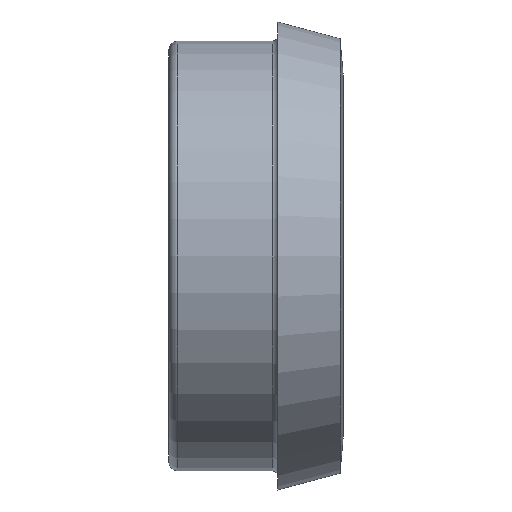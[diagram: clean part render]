
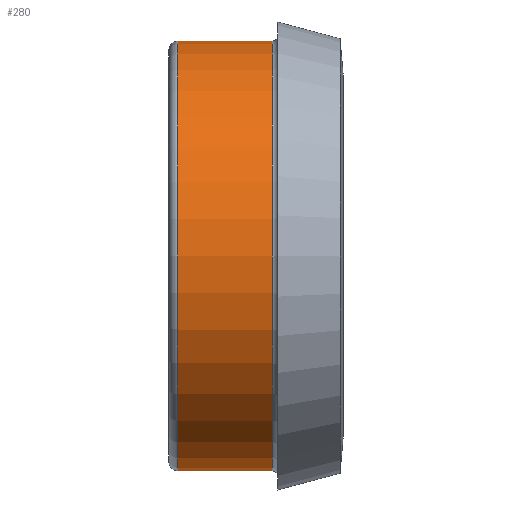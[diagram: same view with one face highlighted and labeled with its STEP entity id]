
A CAD part, front view. The second image highlights one B-rep face of the part: STEP entity #280.
In plain terms, the highlighted cylindrical face has radius 39.5 mm (diameter 79 mm), a full revolution.
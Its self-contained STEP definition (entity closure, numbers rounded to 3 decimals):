
#24=CYLINDRICAL_SURFACE('',#308,39.5);
#32=FACE_BOUND('',#82,.T.);
#56=FACE_OUTER_BOUND('',#81,.T.);
#81=EDGE_LOOP('',(#201));
#82=EDGE_LOOP('',(#202));
#127=CIRCLE('',#306,39.5);
#129=CIRCLE('',#309,39.5);
#151=VERTEX_POINT('',#453);
#153=VERTEX_POINT('',#458);
#175=EDGE_CURVE('',#151,#151,#127,.T.);
#177=EDGE_CURVE('',#153,#153,#129,.T.);
#201=ORIENTED_EDGE('',*,*,#177,.F.);
#202=ORIENTED_EDGE('',*,*,#175,.F.);
#280=ADVANCED_FACE('',(#56,#32),#24,.T.);
#306=AXIS2_PLACEMENT_3D('',#454,#357,#358);
#308=AXIS2_PLACEMENT_3D('',#457,#361,#362);
#309=AXIS2_PLACEMENT_3D('',#459,#363,#364);
#357=DIRECTION('center_axis',(1.,0.,0.));
#358=DIRECTION('ref_axis',(0.,-1.,0.));
#361=DIRECTION('center_axis',(1.,0.,0.));
#362=DIRECTION('ref_axis',(0.,1.,0.));
#363=DIRECTION('center_axis',(-1.,0.,0.));
#364=DIRECTION('ref_axis',(0.,-1.,0.));
#453=CARTESIAN_POINT('',(-13.,39.5,0.));
#454=CARTESIAN_POINT('Origin',(-13.,0.,0.));
#457=CARTESIAN_POINT('Origin',(-22.,0.,0.));
#458=CARTESIAN_POINT('',(-30.4,39.5,0.));
#459=CARTESIAN_POINT('Origin',(-30.4,0.,0.));
